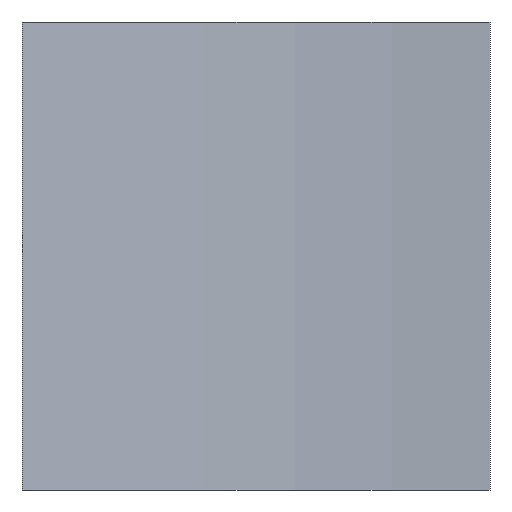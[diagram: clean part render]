
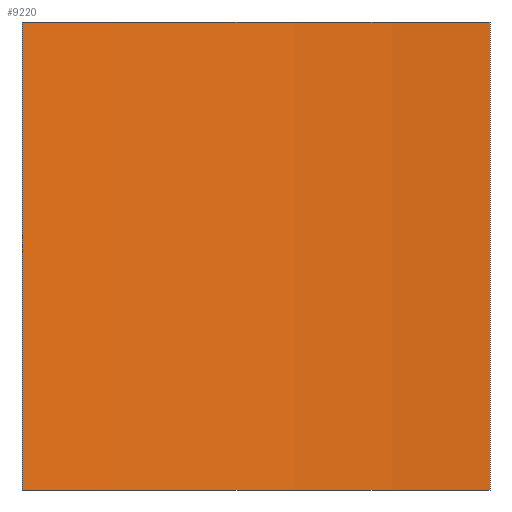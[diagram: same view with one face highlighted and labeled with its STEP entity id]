
A CAD part, left-side view. The second image highlights one B-rep face of the part: STEP entity #9220.
In plain terms, the highlighted cylindrical face has radius 1000 mm (diameter 2000 mm), a partial arc.
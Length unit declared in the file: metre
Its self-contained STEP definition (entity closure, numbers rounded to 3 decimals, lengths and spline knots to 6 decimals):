
#9100 = CARTESIAN_POINT('origin',(0.0,0.0,0.0));
#9101 = DIRECTION('Dir1',(1.0,0.0,0.0));
#9103 = DIRECTION('Dir3',(0.0,0.0,1.0));
#9112 = AXIS2_PLACEMENT_3D('Ax2P3D1',#9100,#9103,#9101);
#9121 = CIRCLE('Circ1',#9112,1.0);
#9123 = CARTESIAN_POINT('centre2',(0.0,0.0,0.5));
#9124 = AXIS2_PLACEMENT_3D('Ax2P3D2',#9123,#9103,#9101);
#9126 = CIRCLE('Circ2',#9124,1.0);
#9129 = CYLINDRICAL_SURFACE('Cyl', #9112, 1.0);
#9131 = CARTESIAN_POINT('PtA',(1.0,0.0,0.0));
#9132 = VERTEX_POINT('VertPtA',#9131);
#9133 = CARTESIAN_POINT('PtB',(1.0,0.0,0.5));
#9134 = VERTEX_POINT('VertPtB',#9133);
#9135 = CARTESIAN_POINT('PtC',(0.866025,0.5,0.5));
#9136 = VERTEX_POINT('VertPtC',#9135);
#9137 = CARTESIAN_POINT('PtD',(0.866025,0.5,0.0));
#9138 = VERTEX_POINT('VertPtD',#9137);
#9147 = VECTOR('st-edge',#9103, 0.5);
#9148 = LINE('lineAB', #9131, #9147);
#9149 = LINE('lineDC', #9137, #9147);
#9152 = EDGE_CURVE('EdgeAB',#9132,#9134,#9148,.T.);
#9154 = EDGE_CURVE('EdgeCD',#9136,#9138,#9149,.F.);
#9156 = EDGE_CURVE('EdgeBC',#9134,#9136,#9126,.T.);
#9158 = EDGE_CURVE('EdgeDA',#9138,#9132,#9121,.F.);
#9171 = ORIENTED_EDGE('ABF',*,*,#9152,.F.);
#9173 = ORIENTED_EDGE('CDF',*,*,#9154,.F.);
#9175 = ORIENTED_EDGE('BCF',*,*,#9156,.F.);
#9177 = ORIENTED_EDGE('DAF',*,*,#9158,.F.);
#9203 = EDGE_LOOP('ELADCB',(#9177,#9173,#9175,#9171));
#9210 = FACE_OUTER_BOUND('Cylfb',#9203,.T.);
#9220 = ADVANCED_FACE('CylFace',(#9210),#9129,.T.);
